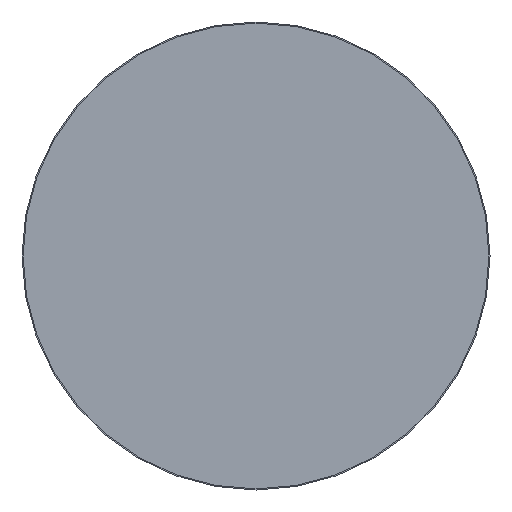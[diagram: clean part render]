
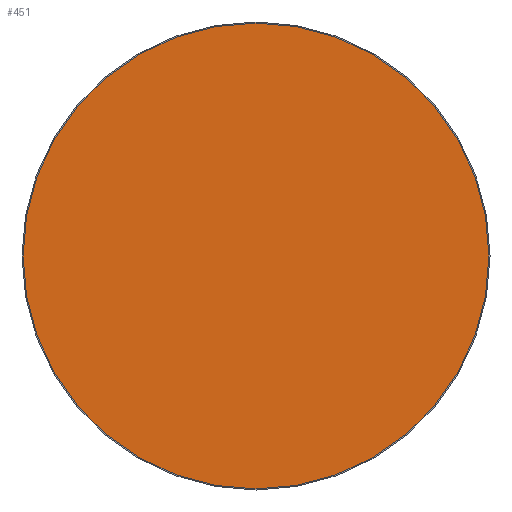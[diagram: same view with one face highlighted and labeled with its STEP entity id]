
A CAD part, front view. The second image highlights one B-rep face of the part: STEP entity #451.
In plain terms, the highlighted planar face has unit normal (0, -1, 0).
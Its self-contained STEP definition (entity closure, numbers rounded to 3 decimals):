
#1 = EDGE_CURVE ( 'NONE', #73, #89, #267, .T. ) ;
#48 = AXIS2_PLACEMENT_3D ( 'NONE', #82, #74, #93 ) ;
#73 = VERTEX_POINT ( 'NONE', #181 ) ;
#74 = DIRECTION ( 'NONE',  ( 0., -1., 0. ) ) ;
#82 = CARTESIAN_POINT ( 'NONE',  ( 0., -2.5, 0. ) ) ;
#89 = VERTEX_POINT ( 'NONE', #189 ) ;
#93 = DIRECTION ( 'NONE',  ( 0., 0., -1. ) ) ;
#146 = DIRECTION ( 'NONE',  ( 0., 0., -1. ) ) ;
#147 = CARTESIAN_POINT ( 'NONE',  ( 0., -2.5, 0. ) ) ;
#149 = DIRECTION ( 'NONE',  ( 0., -1., 0. ) ) ;
#181 = CARTESIAN_POINT ( 'NONE',  ( 0., -2.5, -10.95 ) ) ;
#189 = CARTESIAN_POINT ( 'NONE',  ( 0., -2.5, 10.95 ) ) ;
#231 = AXIS2_PLACEMENT_3D ( 'NONE', #415, #444, #425 ) ;
#235 = AXIS2_PLACEMENT_3D ( 'NONE', #147, #149, #146 ) ;
#267 = CIRCLE ( 'NONE', #48, 10.95 ) ;
#298 = CIRCLE ( 'NONE', #235, 10.95 ) ;
#344 = EDGE_CURVE ( 'NONE', #89, #73, #298, .T. ) ;
#395 = FACE_OUTER_BOUND ( 'NONE', #505, .T. ) ;
#415 = CARTESIAN_POINT ( 'NONE',  ( 0., -2.5, 0. ) ) ;
#425 = DIRECTION ( 'NONE',  ( 0., 0., -1. ) ) ;
#442 = PLANE ( 'NONE',  #231 ) ;
#444 = DIRECTION ( 'NONE',  ( 0., -1., 0. ) ) ;
#451 = ADVANCED_FACE ( 'NONE', ( #395 ), #442, .T. ) ;
#476 = ORIENTED_EDGE ( 'NONE', *, *, #344, .T. ) ;
#505 = EDGE_LOOP ( 'NONE', ( #476, #523 ) ) ;
#523 = ORIENTED_EDGE ( 'NONE', *, *, #1, .T. ) ;
